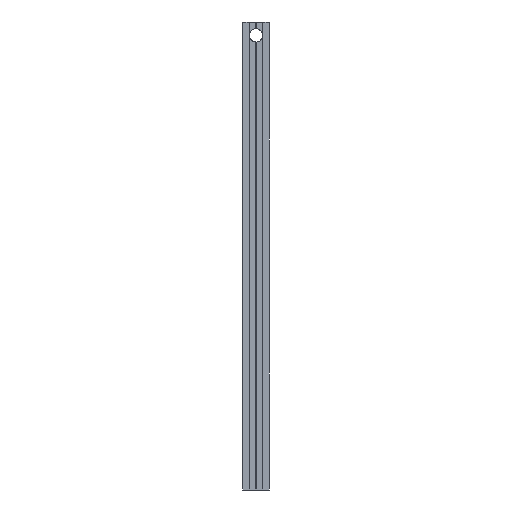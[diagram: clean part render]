
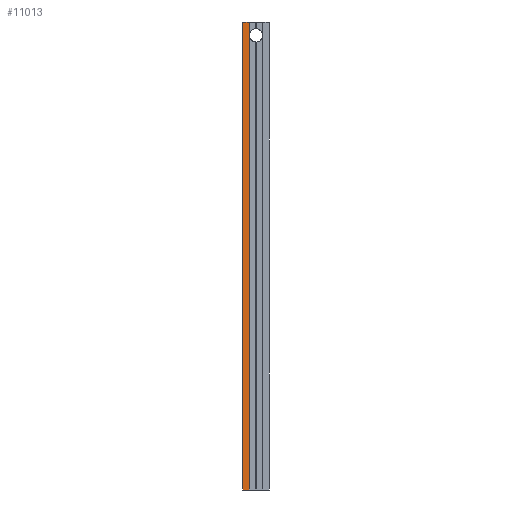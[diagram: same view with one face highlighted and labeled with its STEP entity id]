
A CAD part, left-side view. The second image highlights one B-rep face of the part: STEP entity #11013.
In plain terms, the highlighted planar face has unit normal (-1, 0, 0).
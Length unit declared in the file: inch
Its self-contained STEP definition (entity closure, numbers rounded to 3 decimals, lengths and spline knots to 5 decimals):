
#204=PLANE('',#12565);
#694=FACE_OUTER_BOUND('',#1201,.T.);
#1201=EDGE_LOOP('',(#8940,#8941,#8942,#8943));
#2722=LINE('',#16817,#3456);
#2754=LINE('',#16894,#3488);
#3120=LINE('',#19494,#3854);
#3121=LINE('',#19495,#3855);
#3456=VECTOR('',#12978,39.37008);
#3488=VECTOR('',#13052,0.3937);
#3854=VECTOR('',#15768,39.37008);
#3855=VECTOR('',#15769,39.37008);
#4207=VERTEX_POINT('',#16814);
#4208=VERTEX_POINT('',#16816);
#4232=VERTEX_POINT('',#16892);
#5291=VERTEX_POINT('',#19493);
#5357=EDGE_CURVE('',#4208,#4207,#2722,.T.);
#5396=EDGE_CURVE('',#4207,#4232,#2754,.T.);
#6767=EDGE_CURVE('',#5291,#4232,#3120,.T.);
#6768=EDGE_CURVE('',#5291,#4208,#3121,.T.);
#8940=ORIENTED_EDGE('',*,*,#5396,.T.);
#8941=ORIENTED_EDGE('',*,*,#6767,.F.);
#8942=ORIENTED_EDGE('',*,*,#6768,.T.);
#8943=ORIENTED_EDGE('',*,*,#5357,.T.);
#11013=ADVANCED_FACE('',(#694),#204,.T.);
#12565=AXIS2_PLACEMENT_3D('',#19492,#15766,#15767);
#12978=DIRECTION('',(0.,0.,1.));
#13052=DIRECTION('',(0.,1.,0.));
#15766=DIRECTION('center_axis',(-1.,0.,0.));
#15767=DIRECTION('ref_axis',(0.,0.,1.));
#15768=DIRECTION('',(0.,0.,1.));
#15769=DIRECTION('',(0.,-1.,0.));
#16814=CARTESIAN_POINT('',(-0.5,0.505,-11.5));
#16816=CARTESIAN_POINT('',(-0.5,0.505,-46.5));
#16817=CARTESIAN_POINT('',(-0.5,0.505,-46.5));
#16892=CARTESIAN_POINT('',(-0.5,1.,-11.5));
#16894=CARTESIAN_POINT('',(-0.5,-0.5,-11.5));
#19492=CARTESIAN_POINT('Origin',(-0.5,-1.,-46.5));
#19493=CARTESIAN_POINT('',(-0.5,1.,-46.5));
#19494=CARTESIAN_POINT('',(-0.5,1.,-46.5));
#19495=CARTESIAN_POINT('',(-0.5,-1.,-46.5));
